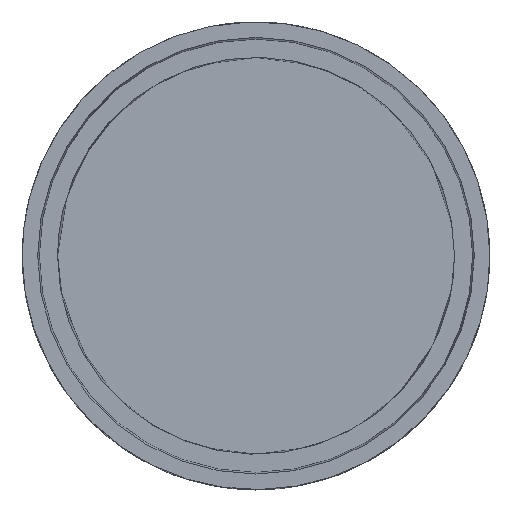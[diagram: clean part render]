
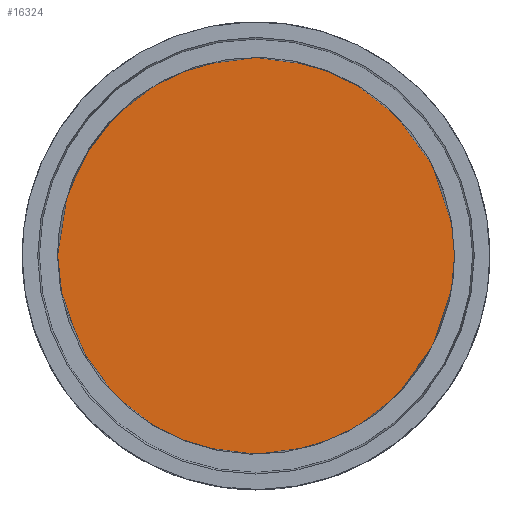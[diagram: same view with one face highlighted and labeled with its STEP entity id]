
A CAD part, top view. The second image highlights one B-rep face of the part: STEP entity #16324.
In plain terms, the highlighted planar face has unit normal (0, 0, 1).
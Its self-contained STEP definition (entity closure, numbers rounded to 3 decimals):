
#2486 = DIRECTION ( 'NONE',  ( 1., 0., 0. ) ) ;
#2773 = DIRECTION ( 'NONE',  ( 0., 0., 1. ) ) ;
#2976 = ORIENTED_EDGE ( 'NONE', *, *, #14737, .T. ) ;
#3050 = CARTESIAN_POINT ( 'NONE',  ( -600., 0., 0. ) ) ;
#3441 = CIRCLE ( 'NONE', #3777, 600. ) ;
#3711 = DIRECTION ( 'NONE',  ( 1., 0., 0. ) ) ;
#3777 = AXIS2_PLACEMENT_3D ( 'NONE', #5414, #11994, #2486 ) ;
#4405 = ORIENTED_EDGE ( 'NONE', *, *, #7327, .T. ) ;
#5414 = CARTESIAN_POINT ( 'NONE',  ( 0., 0., 0. ) ) ;
#7327 = EDGE_CURVE ( 'NONE', #16475, #13644, #18592, .T. ) ;
#10083 = PLANE ( 'NONE',  #15138 ) ;
#10496 = DIRECTION ( 'NONE',  ( 0., 0., 1. ) ) ;
#10975 = DIRECTION ( 'NONE',  ( 1., 0., 0. ) ) ;
#11089 = CARTESIAN_POINT ( 'NONE',  ( 0., 0., 0. ) ) ;
#11911 = CARTESIAN_POINT ( 'NONE',  ( 0., 0., 0. ) ) ;
#11994 = DIRECTION ( 'NONE',  ( 0., 0., 1. ) ) ;
#12056 = EDGE_LOOP ( 'NONE', ( #4405, #2976 ) ) ;
#13644 = VERTEX_POINT ( 'NONE', #3050 ) ;
#14737 = EDGE_CURVE ( 'NONE', #13644, #16475, #3441, .T. ) ;
#15138 = AXIS2_PLACEMENT_3D ( 'NONE', #11911, #10496, #3711 ) ;
#16324 = ADVANCED_FACE ( 'NONE', ( #17090 ), #10083, .T. ) ;
#16475 = VERTEX_POINT ( 'NONE', #16887 ) ;
#16887 = CARTESIAN_POINT ( 'NONE',  ( 600., 0., 0. ) ) ;
#17090 = FACE_OUTER_BOUND ( 'NONE', #12056, .T. ) ;
#18592 = CIRCLE ( 'NONE', #20320, 600. ) ;
#20320 = AXIS2_PLACEMENT_3D ( 'NONE', #11089, #2773, #10975 ) ;
